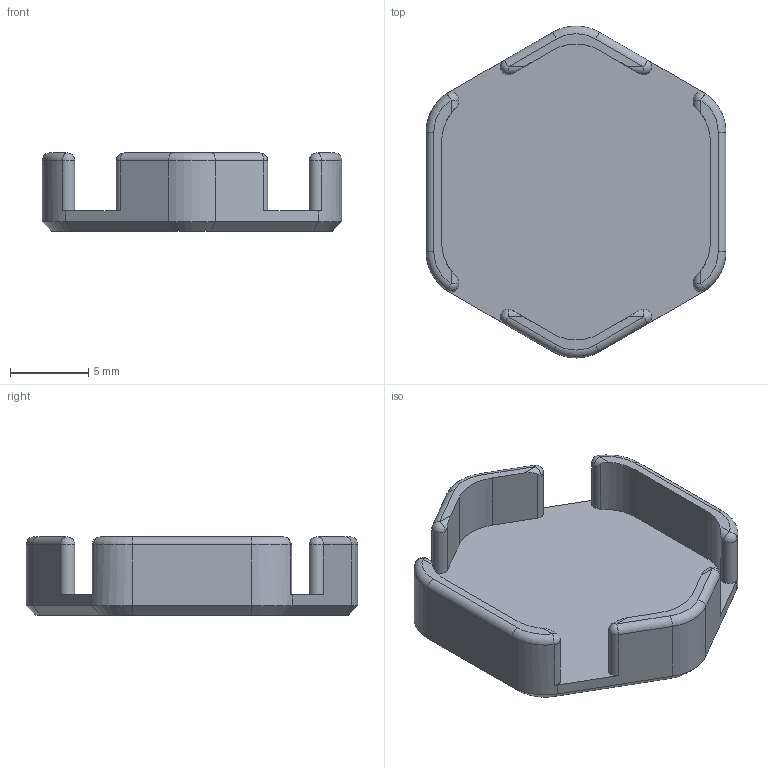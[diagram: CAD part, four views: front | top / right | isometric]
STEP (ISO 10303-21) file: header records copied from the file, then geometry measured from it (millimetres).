
FILE_DESCRIPTION(/* description */ (''),/* implementation_level */ '2;1');
FILE_NAME(/* name */ 'cover-empty v2.step',/* time_stamp */ '2021-03-07T20:44:29+01:00',/* author */ (''),/* organization */ (''),/* preprocessor_version */ 'ST-DEVELOPER v18.1',/* originating_system */ 'Autodesk Translation Framework v9.10.0.1330',/* authorisation */ '');
FILE_SCHEMA (('AUTOMOTIVE_DESIGN { 1 0 10303 214 3 1 1 }'));
Length unit declared in the file: millimetre
Products named in the file (2): cover-empty; cover-light v2 v7
Assembly tree (1 placements, depth 2):
  cover-empty
    cover-light v2 v7
Bounding box: 19.2 x 21.24 x 5 mm (x, y, z)
Volume: 579.2 mm3; surface area: 1054.2 mm2
Topology: 1 solids, 1 shells, 86 faces, 212 edges, 128 vertices
Faces by surface type: cylinder 38, plane 28, sphere 8, torus 6, cone 6
Entity records: 2604 total; most frequent: DIRECTION 482, CARTESIAN_POINT 449, ORIENTED_EDGE 424, EDGE_CURVE 212, AXIS2_PLACEMENT_3D 185, VERTEX_POINT 128, LINE 112, VECTOR 112
